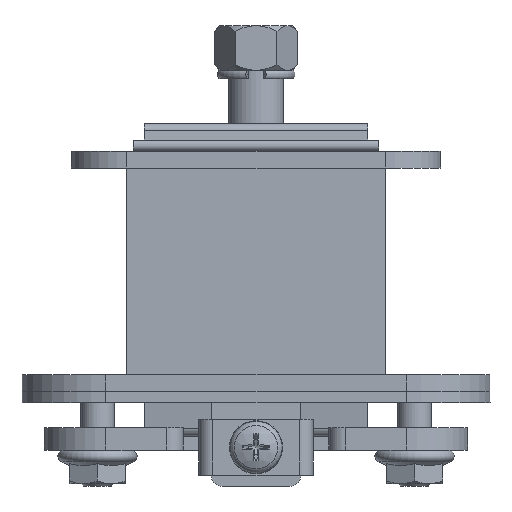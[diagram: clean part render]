
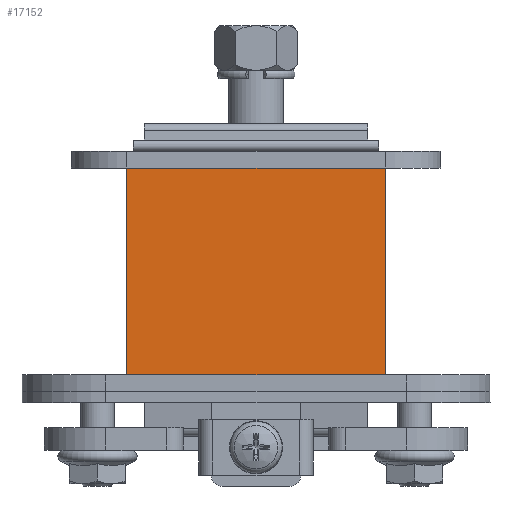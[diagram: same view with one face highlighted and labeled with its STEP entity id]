
A CAD part, front view. The second image highlights one B-rep face of the part: STEP entity #17152.
In plain terms, the highlighted planar face has unit normal (0, -1, 0).
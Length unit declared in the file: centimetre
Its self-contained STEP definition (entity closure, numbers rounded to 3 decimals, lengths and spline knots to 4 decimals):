
#1596=FACE_OUTER_BOUND('',#2689,.T.);
#2689=EDGE_LOOP('',(#14555,#14556,#14557,#14558));
#4713=LINE('',#29379,#5996);
#4788=LINE('',#29842,#6071);
#4794=LINE('',#29865,#6077);
#4795=LINE('',#29867,#6078);
#5996=VECTOR('',#23390,1.);
#6071=VECTOR('',#23665,1.);
#6077=VECTOR('',#23697,1.);
#6078=VECTOR('',#23700,1.);
#7478=VERTEX_POINT('',#29377);
#7479=VERTEX_POINT('',#29378);
#7565=VERTEX_POINT('',#29836);
#7567=VERTEX_POINT('',#29840);
#9782=EDGE_CURVE('',#7478,#7479,#4713,.T.);
#9921=EDGE_CURVE('',#7565,#7567,#4788,.T.);
#9931=EDGE_CURVE('',#7478,#7565,#4794,.T.);
#9932=EDGE_CURVE('',#7479,#7567,#4795,.T.);
#14555=ORIENTED_EDGE('',*,*,#9782,.F.);
#14556=ORIENTED_EDGE('',*,*,#9931,.T.);
#14557=ORIENTED_EDGE('',*,*,#9921,.T.);
#14558=ORIENTED_EDGE('',*,*,#9932,.F.);
#15599=PLANE('',#18954);
#17152=ADVANCED_FACE('',(#1596),#15599,.T.);
#18954=AXIS2_PLACEMENT_3D('',#29866,#23698,#23699);
#23390=DIRECTION('',(-1.,0.,0.));
#23665=DIRECTION('',(-1.,0.,0.));
#23697=DIRECTION('',(0.,0.,1.));
#23698=DIRECTION('center_axis',(0.,-1.,0.));
#23699=DIRECTION('ref_axis',(0.,0.,
-1.));
#23700=DIRECTION('',(0.,0.,1.));
#29377=CARTESIAN_POINT('',(2.31,-10.,-3.7));
#29378=CARTESIAN_POINT('',(-2.31,-10.,-3.7));
#29379=CARTESIAN_POINT('',(0.,-10.,-3.7));
#29836=CARTESIAN_POINT('',(2.31,-10.,0.));
#29840=CARTESIAN_POINT('',(-2.31,-10.,0.));
#29842=CARTESIAN_POINT('',(-7.72,-10.,0.));
#29865=CARTESIAN_POINT('',(2.31,-10.,-4.));
#29866=CARTESIAN_POINT('Origin',(1.52,-10.,-4.));
#29867=CARTESIAN_POINT('',(-2.31,-10.,-4.));
